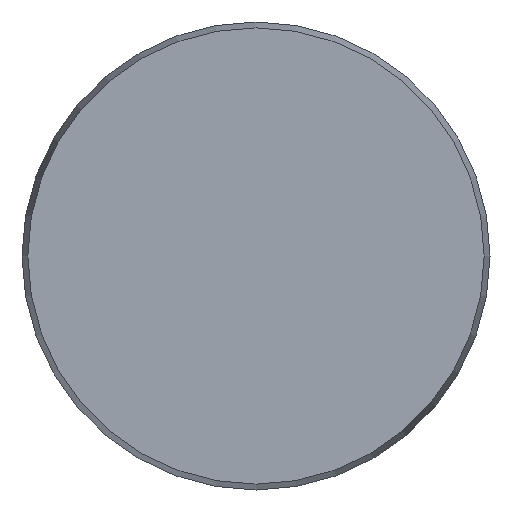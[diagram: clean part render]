
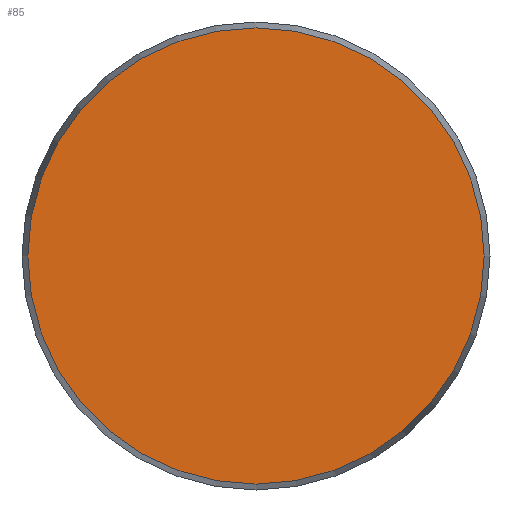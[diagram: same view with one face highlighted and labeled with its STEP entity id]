
A CAD part, front view. The second image highlights one B-rep face of the part: STEP entity #85.
In plain terms, the highlighted planar face has unit normal (0, -1, 0).
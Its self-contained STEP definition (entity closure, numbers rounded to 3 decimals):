
#85 = ADVANCED_FACE( '', ( #211 ), #212, .F. );
#211 = FACE_OUTER_BOUND( '', #384, .T. );
#212 = PLANE( '', #385 );
#384 = EDGE_LOOP( '', ( #638 ) );
#385 = AXIS2_PLACEMENT_3D( '', #639, #640, #641 );
#638 = ORIENTED_EDGE( '', *, *, #1003, .T. );
#639 = CARTESIAN_POINT( '', ( 58.5, 0., 0. ) );
#640 = DIRECTION( '', ( 0., 1., 0. ) );
#641 = DIRECTION( '', ( 0., 0., 1. ) );
#1003 = EDGE_CURVE( '', #1159, #1159, #1160, .T. );
#1159 = VERTEX_POINT( '', #1406 );
#1160 = CIRCLE( '', #1407, 58.5 );
#1406 = CARTESIAN_POINT( '', ( 0., 0., -58.5 ) );
#1407 = AXIS2_PLACEMENT_3D( '', #1889, #1890, #1891 );
#1889 = CARTESIAN_POINT( '', ( 0., 0., 0. ) );
#1890 = DIRECTION( '', ( 0., -1., 0. ) );
#1891 = DIRECTION( '', ( 0., 0., -1. ) );
